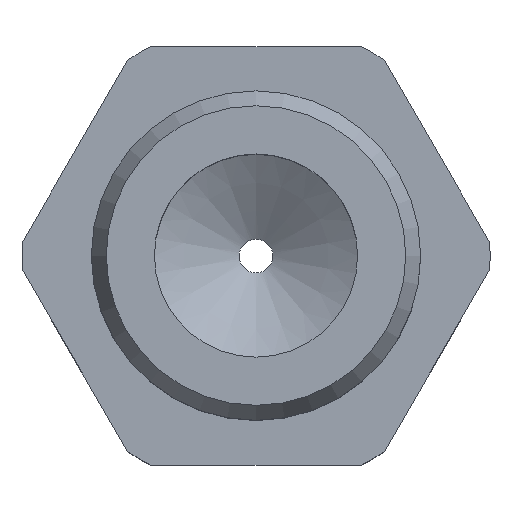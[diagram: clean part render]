
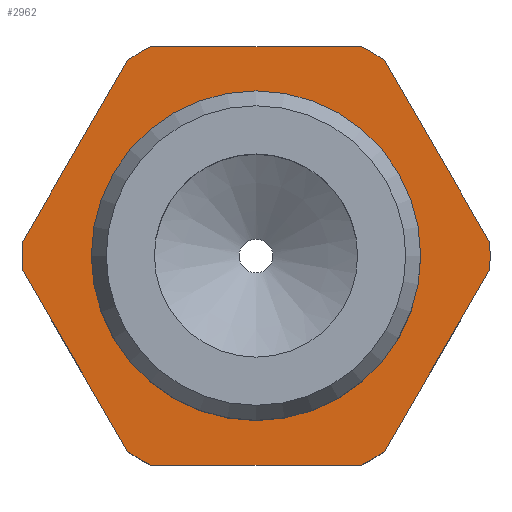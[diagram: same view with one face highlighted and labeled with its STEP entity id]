
A CAD part, top view. The second image highlights one B-rep face of the part: STEP entity #2962.
In plain terms, the highlighted planar face has unit normal (0, 0, 1).
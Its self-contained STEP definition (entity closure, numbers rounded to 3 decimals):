
#43=CIRCLE('',#3082,11.75);
#44=CIRCLE('',#3083,11.75);
#45=CIRCLE('',#3084,11.75);
#46=CIRCLE('',#3085,11.75);
#47=CIRCLE('',#3086,11.75);
#48=CIRCLE('',#3087,11.75);
#49=CIRCLE('',#3088,8.269);
#73=FACE_BOUND('',#469,.T.);
#150=PLANE('',#3081);
#296=FACE_OUTER_BOUND('',#468,.T.);
#468=EDGE_LOOP('',(#2667,#2668,#2669,#2670,#2671,#2672,#2673,#2674,#2675,
#2676,#2677,#2678));
#469=EDGE_LOOP('',(#2679));
#734=LINE('',#5581,#1006);
#737=LINE('',#5587,#1009);
#740=LINE('',#5593,#1012);
#743=LINE('',#5599,#1015);
#746=LINE('',#5605,#1018);
#749=LINE('',#5611,#1021);
#1006=VECTOR('',#3531,10.);
#1009=VECTOR('',#3536,10.);
#1012=VECTOR('',#3541,10.);
#1015=VECTOR('',#3546,10.);
#1018=VECTOR('',#3551,10.);
#1021=VECTOR('',#3556,10.);
#1428=VERTEX_POINT('',#5579);
#1429=VERTEX_POINT('',#5580);
#1430=VERTEX_POINT('',#5585);
#1431=VERTEX_POINT('',#5586);
#1432=VERTEX_POINT('',#5591);
#1433=VERTEX_POINT('',#5592);
#1434=VERTEX_POINT('',#5597);
#1435=VERTEX_POINT('',#5598);
#1436=VERTEX_POINT('',#5603);
#1437=VERTEX_POINT('',#5604);
#1438=VERTEX_POINT('',#5609);
#1439=VERTEX_POINT('',#5610);
#1440=VERTEX_POINT('',#5621);
#1842=EDGE_CURVE('',#1428,#1429,#734,.T.);
#1845=EDGE_CURVE('',#1430,#1431,#737,.T.);
#1848=EDGE_CURVE('',#1432,#1433,#740,.T.);
#1851=EDGE_CURVE('',#1434,#1435,#743,.T.);
#1854=EDGE_CURVE('',#1436,#1437,#746,.T.);
#1857=EDGE_CURVE('',#1438,#1439,#749,.T.);
#1860=EDGE_CURVE('',#1429,#1436,#43,.T.);
#1861=EDGE_CURVE('',#1437,#1434,#44,.T.);
#1862=EDGE_CURVE('',#1435,#1432,#45,.T.);
#1863=EDGE_CURVE('',#1433,#1438,#46,.T.);
#1864=EDGE_CURVE('',#1439,#1430,#47,.T.);
#1865=EDGE_CURVE('',#1431,#1428,#48,.T.);
#1866=EDGE_CURVE('',#1440,#1440,#49,.T.);
#2667=ORIENTED_EDGE('',*,*,#1842,.T.);
#2668=ORIENTED_EDGE('',*,*,#1860,.T.);
#2669=ORIENTED_EDGE('',*,*,#1854,.T.);
#2670=ORIENTED_EDGE('',*,*,#1861,.T.);
#2671=ORIENTED_EDGE('',*,*,#1851,.T.);
#2672=ORIENTED_EDGE('',*,*,#1862,.T.);
#2673=ORIENTED_EDGE('',*,*,#1848,.T.);
#2674=ORIENTED_EDGE('',*,*,#1863,.T.);
#2675=ORIENTED_EDGE('',*,*,#1857,.T.);
#2676=ORIENTED_EDGE('',*,*,#1864,.T.);
#2677=ORIENTED_EDGE('',*,*,#1845,.T.);
#2678=ORIENTED_EDGE('',*,*,#1865,.T.);
#2679=ORIENTED_EDGE('',*,*,#1866,.F.);
#2962=ADVANCED_FACE('',(#296,#73),#150,.T.);
#3081=AXIS2_PLACEMENT_3D('',#5614,#3559,#3560);
#3082=AXIS2_PLACEMENT_3D('',#5615,#3561,#3562);
#3083=AXIS2_PLACEMENT_3D('',#5616,#3563,#3564);
#3084=AXIS2_PLACEMENT_3D('',#5617,#3565,#3566);
#3085=AXIS2_PLACEMENT_3D('',#5618,#3567,#3568);
#3086=AXIS2_PLACEMENT_3D('',#5619,#3569,#3570);
#3087=AXIS2_PLACEMENT_3D('',#5620,#3571,#3572);
#3088=AXIS2_PLACEMENT_3D('',#5622,#3573,#3574);
#3531=DIRECTION('',(0.5,0.866,0.));
#3536=DIRECTION('',(1.,0.,0.));
#3541=DIRECTION('',(-0.5,-0.866,0.));
#3546=DIRECTION('',(-1.,0.,0.));
#3551=DIRECTION('',(-0.5,0.866,0.));
#3556=DIRECTION('',(0.5,-0.866,0.));
#3559=DIRECTION('center_axis',(0.,0.,1.));
#3560=DIRECTION('ref_axis',(1.,0.,0.));
#3561=DIRECTION('center_axis',(0.,0.,1.));
#3562=DIRECTION('ref_axis',(1.,0.,0.));
#3563=DIRECTION('center_axis',(0.,0.,1.));
#3564=DIRECTION('ref_axis',(1.,0.,0.));
#3565=DIRECTION('center_axis',(0.,0.,1.));
#3566=DIRECTION('ref_axis',(1.,0.,0.));
#3567=DIRECTION('center_axis',(0.,0.,1.));
#3568=DIRECTION('ref_axis',(1.,0.,0.));
#3569=DIRECTION('center_axis',(0.,0.,1.));
#3570=DIRECTION('ref_axis',(1.,0.,0.));
#3571=DIRECTION('center_axis',(0.,0.,1.));
#3572=DIRECTION('ref_axis',(1.,0.,0.));
#3573=DIRECTION('center_axis',(0.,0.,1.));
#3574=DIRECTION('ref_axis',(1.,0.,0.));
#5579=CARTESIAN_POINT('',(6.456,-9.817,0.));
#5580=CARTESIAN_POINT('',(11.73,-0.683,0.));
#5581=CARTESIAN_POINT('',(8.622,-6.067,0.));
#5585=CARTESIAN_POINT('',(-5.274,-10.5,0.));
#5586=CARTESIAN_POINT('',(5.274,-10.5,0.));
#5587=CARTESIAN_POINT('',(2.637,-10.5,0.));
#5591=CARTESIAN_POINT('',(-6.456,9.817,0.));
#5592=CARTESIAN_POINT('',(-11.73,0.683,0.));
#5593=CARTESIAN_POINT('',(-12.202,-0.134,0.));
#5597=CARTESIAN_POINT('',(5.274,10.5,0.));
#5598=CARTESIAN_POINT('',(-5.274,10.5,0.));
#5599=CARTESIAN_POINT('',(-2.637,10.5,0.));
#5603=CARTESIAN_POINT('',(11.73,0.683,0.));
#5604=CARTESIAN_POINT('',(6.456,9.817,0.));
#5605=CARTESIAN_POINT('',(9.565,4.433,0.));
#5609=CARTESIAN_POINT('',(-11.73,-0.683,0.));
#5610=CARTESIAN_POINT('',(-6.456,-9.817,0.));
#5611=CARTESIAN_POINT('',(-5.985,-10.634,0.));
#5614=CARTESIAN_POINT('Origin',(0.,-8.269,0.));
#5615=CARTESIAN_POINT('Origin',(0.,0.,0.));
#5616=CARTESIAN_POINT('Origin',(0.,0.,0.));
#5617=CARTESIAN_POINT('Origin',(0.,0.,0.));
#5618=CARTESIAN_POINT('Origin',(0.,0.,0.));
#5619=CARTESIAN_POINT('Origin',(0.,0.,0.));
#5620=CARTESIAN_POINT('Origin',(0.,0.,0.));
#5621=CARTESIAN_POINT('',(0.,8.269,0.));
#5622=CARTESIAN_POINT('Origin',(0.,0.,0.));
